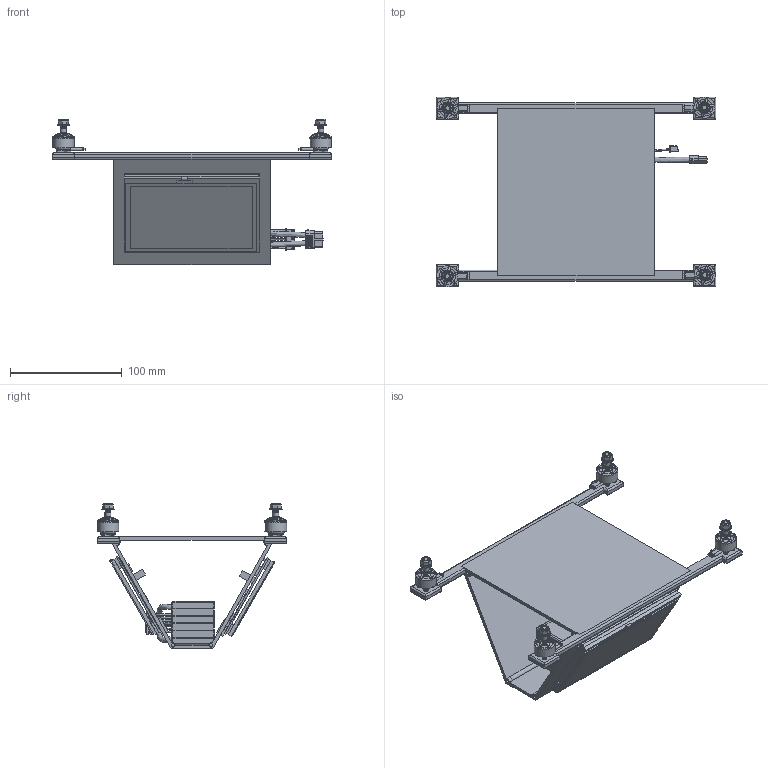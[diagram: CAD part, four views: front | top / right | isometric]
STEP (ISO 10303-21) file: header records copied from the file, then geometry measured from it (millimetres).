
FILE_DESCRIPTION(/* description */ ('','CAx-IF Rec.Pracs.---Representation and Presentation of Product Manufacturing Information (PMI)---4.0---2014-10-13'),/* implementation_level */ '2;1');
FILE_NAME(/* name */ 'Drone v9.step',/* time_stamp */ '2025-02-03T13:21:50+01:00',/* author */ (''),/* organization */ (''),/* preprocessor_version */ 'ST-DEVELOPER v20',/* originating_system */ 'Autodesk Translation Framework v13.20.0.188',/* authorisation */ '');
FILE_SCHEMA (('AP242_MANAGED_MODEL_BASED_3D_ENGINEERING_MIM_LF { 1 0 10303 442 1 1 4 }'));
Products named in the file (11): Drone; Emax ECO 1407 Motor; Emax ECO 1407 Motor_1; Emax ECO 1407 Motor_2; Bell; Stator; M5 Flanged Locking Nut; Cable; Document; Tattu R-Line V4.0 1300mAh 130C 6S; Drone Body
Assembly tree (20 placements, depth 3):
  Drone
    Emax ECO 1407 Motor  x2
      Bell
      Stator
      M5 Flanged Locking Nut
      Cable
    Emax ECO 1407 Motor_1
      Bell
      Stator
      M5 Flanged Locking Nut
      Cable
    Emax ECO 1407 Motor_2
      Bell
      Stator
      M5 Flanged Locking Nut
      Cable
    Document  x2
    Tattu R-Line V4.0 1300mAh 130C 6S
    Drone Body
Bounding box: 250 x 169.74 x 130.15 mm (x, y, z)
Volume: 456122.9 mm3; surface area: 245823 mm2
Topology: 28 solids, 29 shells, 2454 faces, 6759 edges, 4471 vertices
Faces by surface type: plane 1457, cylinder 530, bspline 245, cone 172, torus 46, sphere 4
Full cylindrical faces by diameter (mm): 1.623 x48, 2 x24, 2.074 x48, 3 x22, 3.3 x6, 3.99 x36, 4.95 x8, 5.12 x24, 5.7 x2, 6.8 x4, 10.7 x4, 14.84 x4, 18.84 x8
Entity records: 69030 total; most frequent: CARTESIAN_POINT 36244, ORIENTED_EDGE 6996, DIRECTION 5904, EDGE_CURVE 3498, LINE 2504, VECTOR 2504, VERTEX_POINT 2279, AXIS2_PLACEMENT_3D 1700
